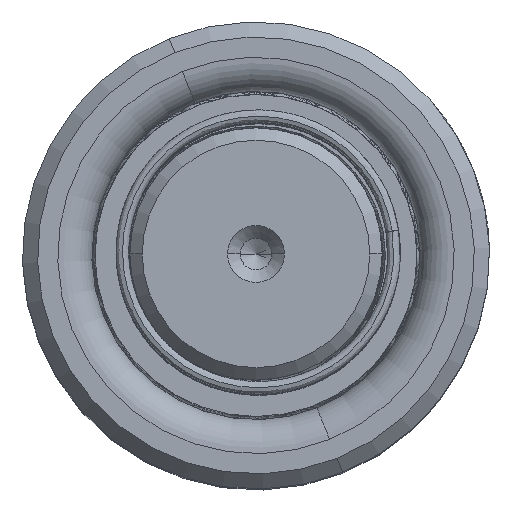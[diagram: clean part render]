
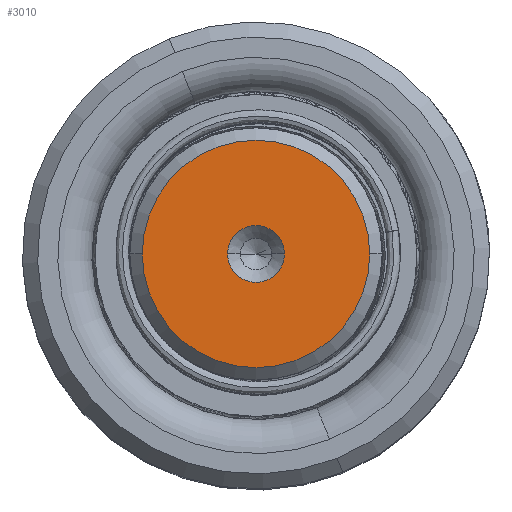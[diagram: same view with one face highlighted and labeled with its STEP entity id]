
A CAD part, top view. The second image highlights one B-rep face of the part: STEP entity #3010.
In plain terms, the highlighted planar face has unit normal (0, 0, 1).
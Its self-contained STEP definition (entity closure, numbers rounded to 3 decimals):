
#45 = DIRECTION ( 'NONE',  ( 0., 0., 1. ) ) ;
#751 = DIRECTION ( 'NONE',  ( 1., 0., 0. ) ) ;
#1015 = EDGE_CURVE ( 'NONE', #26183, #13378, #28792, .T. ) ;
#2848 = DIRECTION ( 'NONE',  ( 1., 0., 0. ) ) ;
#3010 = ADVANCED_FACE ( 'NONE', ( #12997, #32710 ), #26874, .T. ) ;
#4291 = EDGE_LOOP ( 'NONE', ( #21798, #8681 ) ) ;
#4347 = CARTESIAN_POINT ( 'NONE',  ( 2.25, 0., 120. ) ) ;
#7718 = VERTEX_POINT ( 'NONE', #9209 ) ;
#8681 = ORIENTED_EDGE ( 'NONE', *, *, #21804, .T. ) ;
#9209 = CARTESIAN_POINT ( 'NONE',  ( 9.009, 0., 120. ) ) ;
#9592 = CIRCLE ( 'NONE', #11961, 2.25 ) ;
#9730 = ORIENTED_EDGE ( 'NONE', *, *, #15019, .F. ) ;
#10216 = CARTESIAN_POINT ( 'NONE',  ( 0., 0., 120. ) ) ;
#11961 = AXIS2_PLACEMENT_3D ( 'NONE', #25008, #45, #2848 ) ;
#12304 = DIRECTION ( 'NONE',  ( 0., 0., 1. ) ) ;
#12330 = ORIENTED_EDGE ( 'NONE', *, *, #1015, .F. ) ;
#12552 = DIRECTION ( 'NONE',  ( 1., 0., 0. ) ) ;
#12925 = DIRECTION ( 'NONE',  ( 0., 0., 1. ) ) ;
#12997 = FACE_BOUND ( 'NONE', #35720, .T. ) ;
#13043 = DIRECTION ( 'NONE',  ( 1., 0., 0. ) ) ;
#13378 = VERTEX_POINT ( 'NONE', #27441 ) ;
#14455 = AXIS2_PLACEMENT_3D ( 'NONE', #10216, #12925, #13043 ) ;
#15019 = EDGE_CURVE ( 'NONE', #13378, #26183, #9592, .T. ) ;
#15370 = AXIS2_PLACEMENT_3D ( 'NONE', #31594, #22673, #751 ) ;
#17805 = CARTESIAN_POINT ( 'NONE',  ( 0., 0., 120. ) ) ;
#18269 = CIRCLE ( 'NONE', #15370, 9.009 ) ;
#19415 = DIRECTION ( 'NONE',  ( 1., 0., 0. ) ) ;
#20740 = CARTESIAN_POINT ( 'NONE',  ( -9.009, 0., 120. ) ) ;
#21582 = CIRCLE ( 'NONE', #24898, 9.009 ) ;
#21798 = ORIENTED_EDGE ( 'NONE', *, *, #30741, .T. ) ;
#21804 = EDGE_CURVE ( 'NONE', #7718, #35753, #18269, .T. ) ;
#22673 = DIRECTION ( 'NONE',  ( 0., 0., 1. ) ) ;
#24898 = AXIS2_PLACEMENT_3D ( 'NONE', #30679, #27709, #19415 ) ;
#25008 = CARTESIAN_POINT ( 'NONE',  ( 0., 0., 120. ) ) ;
#26183 = VERTEX_POINT ( 'NONE', #4347 ) ;
#26874 = PLANE ( 'NONE',  #14455 ) ;
#27441 = CARTESIAN_POINT ( 'NONE',  ( -2.25, 0., 120. ) ) ;
#27709 = DIRECTION ( 'NONE',  ( 0., 0., 1. ) ) ;
#28792 = CIRCLE ( 'NONE', #30167, 2.25 ) ;
#30167 = AXIS2_PLACEMENT_3D ( 'NONE', #17805, #12304, #12552 ) ;
#30679 = CARTESIAN_POINT ( 'NONE',  ( 0., 0., 120. ) ) ;
#30741 = EDGE_CURVE ( 'NONE', #35753, #7718, #21582, .T. ) ;
#31594 = CARTESIAN_POINT ( 'NONE',  ( 0., 0., 120. ) ) ;
#32710 = FACE_OUTER_BOUND ( 'NONE', #4291, .T. ) ;
#35720 = EDGE_LOOP ( 'NONE', ( #12330, #9730 ) ) ;
#35753 = VERTEX_POINT ( 'NONE', #20740 ) ;
